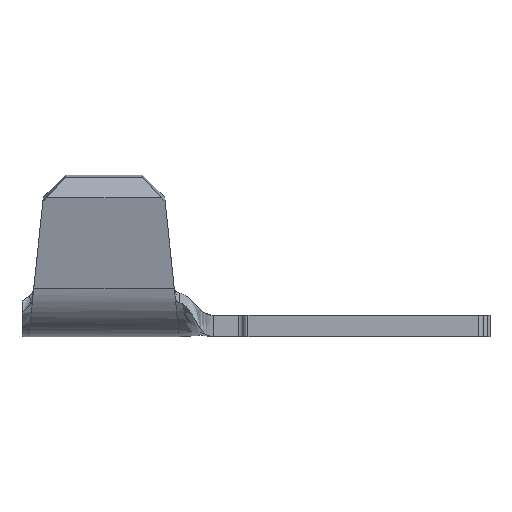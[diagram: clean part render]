
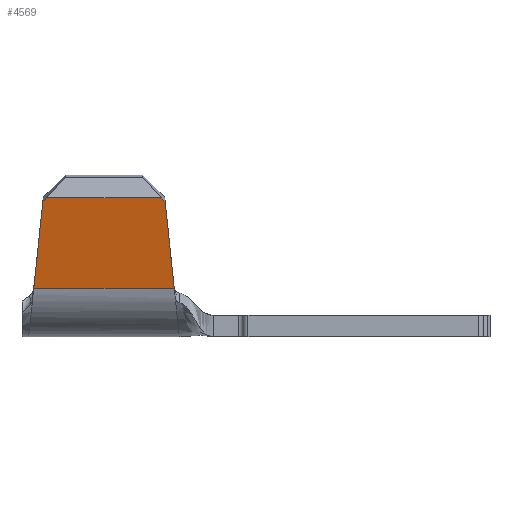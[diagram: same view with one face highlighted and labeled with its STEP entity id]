
A CAD part, top view. The second image highlights one B-rep face of the part: STEP entity #4569.
In plain terms, the highlighted planar face has unit normal (0, -0.217, 0.976).
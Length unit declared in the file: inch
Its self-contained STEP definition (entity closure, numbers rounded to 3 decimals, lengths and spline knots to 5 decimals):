
#110 = CARTESIAN_POINT ( 'NONE',  ( -0.29728, 0.20243, 0.11876 ) ) ;
#234 = VERTEX_POINT ( 'NONE', #2654 ) ;
#253 = CARTESIAN_POINT ( 'NONE',  ( -0.47501, 0.20801, 0.12 ) ) ;
#302 = ORIENTED_EDGE ( 'NONE', *, *, #4191, .T. ) ;
#320 = CARTESIAN_POINT ( 'NONE',  ( -0.28357, 0.07206, 0.08981 ) ) ;
#342 = CARTESIAN_POINT ( 'NONE',  ( -0.49443, 0.07206, 0.08981 ) ) ;
#573 = EDGE_CURVE ( 'NONE', #4195, #4181, #5293, .T. ) ;
#688 = EDGE_CURVE ( 'NONE', #4564, #6287, #4595, .T. ) ;
#731 = DIRECTION ( 'NONE',  ( 1., 0., 0. ) ) ;
#834 = DIRECTION ( 'NONE',  ( -0.707, -0.69, -0.153 ) ) ;
#870 = FACE_OUTER_BOUND ( 'NONE', #5602, .T. ) ;
#955 = VECTOR ( 'NONE', #834, 39.37008 ) ;
#1444 = CARTESIAN_POINT ( 'NONE',  ( -0.502, 0.07206, 0.08981 ) ) ;
#1618 = DIRECTION ( 'NONE',  ( 0., -0.217, 0.976 ) ) ;
#1794 = VECTOR ( 'NONE', #2360, 39.37008 ) ;
#1847 = CARTESIAN_POINT ( 'NONE',  ( -0.28585, 0.09371, 0.09462 ) ) ;
#2144 = CARTESIAN_POINT ( 'NONE',  ( -0.33289, 0.23719, 0.12648 ) ) ;
#2241 = EDGE_CURVE ( 'NONE', #6654, #6287, #2632, .T. ) ;
#2279 = ORIENTED_EDGE ( 'NONE', *, *, #2241, .F. ) ;
#2360 = DIRECTION ( 'NONE',  ( 0.102, -0.971, -0.216 ) ) ;
#2632 = LINE ( 'NONE', #4310, #6759 ) ;
#2654 = CARTESIAN_POINT ( 'NONE',  ( -0.48072, 0.20243, 0.11876 ) ) ;
#3073 = AXIS2_PLACEMENT_3D ( 'NONE', #4712, #1618, #5261 ) ;
#3219 = VECTOR ( 'NONE', #3585, 39.37008 ) ;
#3534 = ORIENTED_EDGE ( 'NONE', *, *, #4941, .F. ) ;
#3585 = DIRECTION ( 'NONE',  ( -0.707, 0.69, 0.153 ) ) ;
#3657 = PLANE ( 'NONE',  #3073 ) ;
#3868 = DIRECTION ( 'NONE',  ( 0.102, 0.971, 0.216 ) ) ;
#3871 = CARTESIAN_POINT ( 'NONE',  ( -0.55814, 0.12688, 0.10198 ) ) ;
#4174 = DIRECTION ( 'NONE',  ( 1., 0., 0. ) ) ;
#4181 = VERTEX_POINT ( 'NONE', #320 ) ;
#4191 = EDGE_CURVE ( 'NONE', #6654, #234, #6373, .T. ) ;
#4195 = VERTEX_POINT ( 'NONE', #342 ) ;
#4310 = CARTESIAN_POINT ( 'NONE',  ( -0.502, 0.20801, 0.12 ) ) ;
#4545 = VECTOR ( 'NONE', #3868, 39.37008 ) ;
#4564 = VERTEX_POINT ( 'NONE', #110 ) ;
#4569 = ADVANCED_FACE ( 'NONE', ( #870 ), #3657, .T. ) ;
#4595 = LINE ( 'NONE', #2144, #3219 ) ;
#4712 = CARTESIAN_POINT ( 'NONE',  ( -0.502, 0.07206, 0.08981 ) ) ;
#4935 = EDGE_CURVE ( 'NONE', #4195, #234, #6367, .T. ) ;
#4941 = EDGE_CURVE ( 'NONE', #4564, #4181, #5992, .T. ) ;
#5261 = DIRECTION ( 'NONE',  ( 0., -0.976, -0.217 ) ) ;
#5293 = LINE ( 'NONE', #1444, #6597 ) ;
#5503 = CARTESIAN_POINT ( 'NONE',  ( -0.49451, 0.07131, 0.08965 ) ) ;
#5529 = CARTESIAN_POINT ( 'NONE',  ( -0.30299, 0.20801, 0.12 ) ) ;
#5602 = EDGE_LOOP ( 'NONE', ( #3534, #5795, #2279, #302, #6484, #5895 ) ) ;
#5795 = ORIENTED_EDGE ( 'NONE', *, *, #688, .T. ) ;
#5895 = ORIENTED_EDGE ( 'NONE', *, *, #573, .T. ) ;
#5992 = LINE ( 'NONE', #1847, #1794 ) ;
#6287 = VERTEX_POINT ( 'NONE', #5529 ) ;
#6367 = LINE ( 'NONE', #5503, #4545 ) ;
#6373 = LINE ( 'NONE', #3871, #955 ) ;
#6484 = ORIENTED_EDGE ( 'NONE', *, *, #4935, .F. ) ;
#6597 = VECTOR ( 'NONE', #4174, 39.37008 ) ;
#6654 = VERTEX_POINT ( 'NONE', #253 ) ;
#6759 = VECTOR ( 'NONE', #731, 39.37008 ) ;
